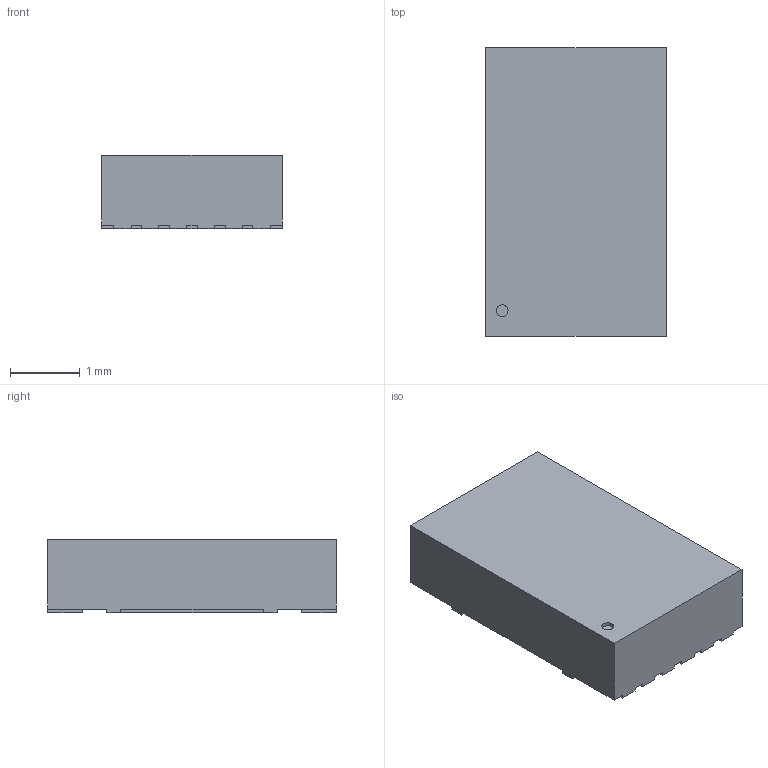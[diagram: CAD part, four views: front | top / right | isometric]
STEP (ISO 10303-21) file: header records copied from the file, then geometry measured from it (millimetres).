
FILE_DESCRIPTION(/* description */ (''),/* implementation_level */ '2;1');
FILE_NAME(/* name */ 'SON-12.step',/* time_stamp */ '2018-06-18T19:15:45+01:00',/* author */ ('eric.n.tech'),/* organization */ (''),/* preprocessor_version */ 'ST-DEVELOPER v17',/* originating_system */ 'Autodesk Translation Framework v7.1.0.215',/* authorisation */ '');
FILE_SCHEMA (('AUTOMOTIVE_DESIGN { 1 0 10303 214 3 1 1 }'));
Length unit declared in the file: millimetre
Products named in the file (1): User Library-SON-12-2
Bounding box: 2.6 x 4.15 x 1.05 mm (x, y, z)
Volume: 11.1 mm3; surface area: 36.6 mm2
Topology: 1 solids, 1 shells, 68 faces, 197 edges, 132 vertices
Faces by surface type: plane 67, cylinder 1
Full cylindrical faces by diameter (mm): 0.169 x1
Entity records: 2269 total; most frequent: CARTESIAN_POINT 398, ORIENTED_EDGE 394, DIRECTION 339, EDGE_CURVE 197, LINE 193, VECTOR 193, VERTEX_POINT 132, AXIS2_PLACEMENT_3D 73
